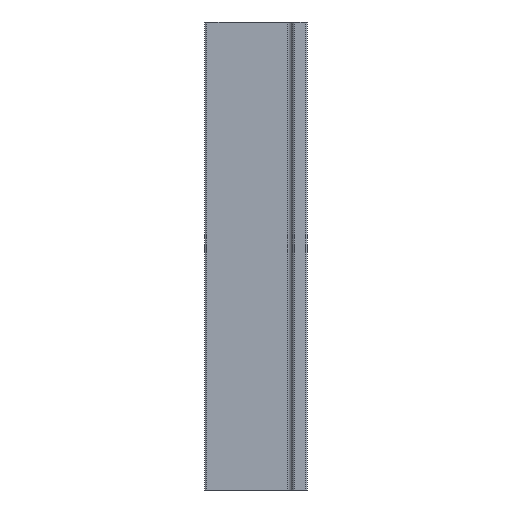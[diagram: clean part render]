
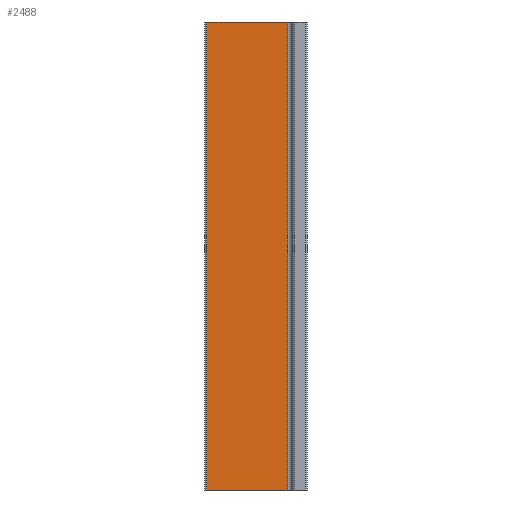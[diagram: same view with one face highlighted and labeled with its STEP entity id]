
A CAD part, front view. The second image highlights one B-rep face of the part: STEP entity #2488.
In plain terms, the highlighted planar face has unit normal (0, -1, 0).
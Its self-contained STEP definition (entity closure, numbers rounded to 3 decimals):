
#292=FACE_OUTER_BOUND('',#417,.T.);
#417=EDGE_LOOP('',(#2024,#2025,#2026,#2027));
#672=LINE('',#4155,#933);
#673=LINE('',#4158,#934);
#674=LINE('',#4160,#935);
#675=LINE('',#4161,#936);
#933=VECTOR('',#3410,100.);
#934=VECTOR('',#3413,17.3);
#935=VECTOR('',#3414,17.3);
#936=VECTOR('',#3415,100.);
#1179=VERTEX_POINT('',#4151);
#1180=VERTEX_POINT('',#4153);
#1181=VERTEX_POINT('',#4157);
#1182=VERTEX_POINT('',#4159);
#1540=EDGE_CURVE('',#1179,#1180,#672,.T.);
#1541=EDGE_CURVE('',#1179,#1181,#673,.T.);
#1542=EDGE_CURVE('',#1182,#1180,#674,.T.);
#1543=EDGE_CURVE('',#1181,#1182,#675,.T.);
#2024=ORIENTED_EDGE('',*,*,#1541,.F.);
#2025=ORIENTED_EDGE('',*,*,#1540,.T.);
#2026=ORIENTED_EDGE('',*,*,#1542,.F.);
#2027=ORIENTED_EDGE('',*,*,#1543,.F.);
#2367=PLANE('',#2715);
#2488=ADVANCED_FACE('',(#292),#2367,.T.);
#2715=AXIS2_PLACEMENT_3D('',#4156,#3411,#3412);
#3410=DIRECTION('',(0.,0.,1.));
#3411=DIRECTION('center_axis',(0.,-1.,0.));
#3412=DIRECTION('ref_axis',(1.,0.,0.));
#3413=DIRECTION('',(-1.,0.,0.));
#3414=DIRECTION('',(1.,0.,0.));
#3415=DIRECTION('',(0.,0.,1.));
#4151=CARTESIAN_POINT('',(-1.2,-74.5,0.));
#4153=CARTESIAN_POINT('',(-1.2,-74.5,100.));
#4155=CARTESIAN_POINT('',(-1.2,-74.5,0.));
#4156=CARTESIAN_POINT('Origin',(-18.5,-74.5,0.));
#4157=CARTESIAN_POINT('',(-18.5,-74.5,0.));
#4158=CARTESIAN_POINT('',(-1.2,-74.5,0.));
#4159=CARTESIAN_POINT('',(-18.5,-74.5,100.));
#4160=CARTESIAN_POINT('',(-1.2,-74.5,100.));
#4161=CARTESIAN_POINT('',(-18.5,-74.5,0.));
